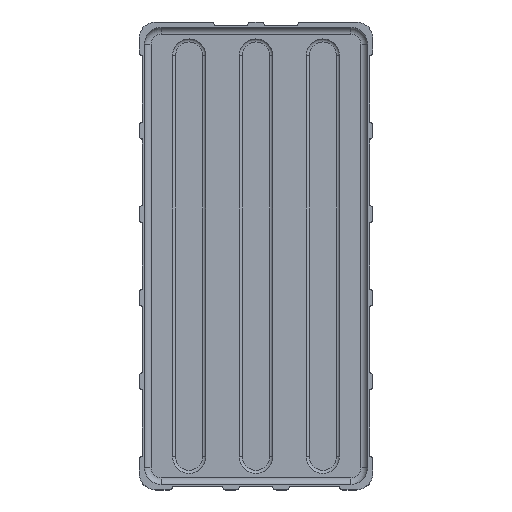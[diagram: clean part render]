
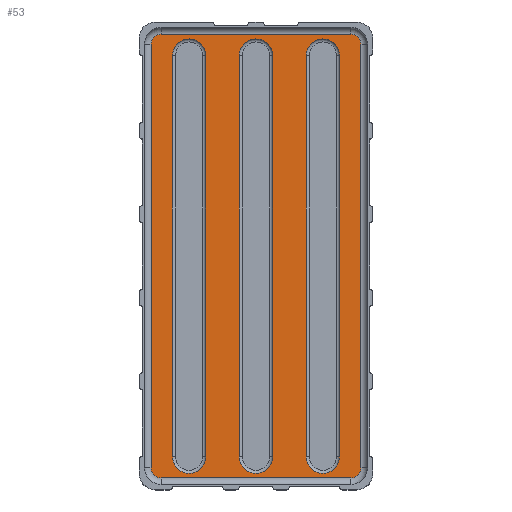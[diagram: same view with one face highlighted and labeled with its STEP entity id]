
A CAD part, top view. The second image highlights one B-rep face of the part: STEP entity #53.
In plain terms, the highlighted planar face has unit normal (0, 0, 1).
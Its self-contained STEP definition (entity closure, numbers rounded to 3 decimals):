
#53=ADVANCED_FACE('',(#1007,#1009,#1011,#1013),#1015,.T.);
#1007=FACE_BOUND('',#1008,.T.);
#1008=EDGE_LOOP('',(#1781,#1782,#1783,#1784,#1785,#1786,#1787,#1788));
#1009=FACE_BOUND('',#1010,.T.);
#1010=EDGE_LOOP('',(#1789,#1790,#1791,#1792));
#1011=FACE_BOUND('',#1012,.T.);
#1012=EDGE_LOOP('',(#1793,#1794,#1795,#1796));
#1013=FACE_BOUND('',#1014,.T.);
#1014=EDGE_LOOP('',(#1797,#1798,#1799,#1800));
#1015=PLANE('',#1016);
#1016=AXIS2_PLACEMENT_3D('',#1017,#1018,#1019);
#1017=CARTESIAN_POINT('',(0.,0.,1.));
#1018=DIRECTION('',(0.,0.,1.));
#1019=DIRECTION('',(-1.,0.,0.));
#1781=ORIENTED_EDGE('',*,*,#2357,.T.);
#1782=ORIENTED_EDGE('',*,*,#2358,.T.);
#1783=ORIENTED_EDGE('',*,*,#2359,.T.);
#1784=ORIENTED_EDGE('',*,*,#2360,.T.);
#1785=ORIENTED_EDGE('',*,*,#2361,.T.);
#1786=ORIENTED_EDGE('',*,*,#2362,.T.);
#1787=ORIENTED_EDGE('',*,*,#2363,.T.);
#1788=ORIENTED_EDGE('',*,*,#2364,.T.);
#1789=ORIENTED_EDGE('',*,*,#2365,.F.);
#1790=ORIENTED_EDGE('',*,*,#2366,.F.);
#1791=ORIENTED_EDGE('',*,*,#2367,.F.);
#1792=ORIENTED_EDGE('',*,*,#2368,.F.);
#1793=ORIENTED_EDGE('',*,*,#2369,.F.);
#1794=ORIENTED_EDGE('',*,*,#2370,.F.);
#1795=ORIENTED_EDGE('',*,*,#2371,.F.);
#1796=ORIENTED_EDGE('',*,*,#2372,.F.);
#1797=ORIENTED_EDGE('',*,*,#2373,.F.);
#1798=ORIENTED_EDGE('',*,*,#2374,.F.);
#1799=ORIENTED_EDGE('',*,*,#2375,.F.);
#1800=ORIENTED_EDGE('',*,*,#2376,.F.);
#2357=EDGE_CURVE('',#2645,#2646,#2647,.T.);
#2358=EDGE_CURVE('',#2646,#2648,#2649,.T.);
#2359=EDGE_CURVE('',#2648,#2650,#2651,.T.);
#2360=EDGE_CURVE('',#2650,#2652,#2653,.T.);
#2361=EDGE_CURVE('',#2652,#2654,#2655,.T.);
#2362=EDGE_CURVE('',#2654,#2656,#2657,.T.);
#2363=EDGE_CURVE('',#2656,#2658,#2659,.T.);
#2364=EDGE_CURVE('',#2658,#2645,#2660,.T.);
#2365=EDGE_CURVE('',#2661,#2662,#2663,.T.);
#2366=EDGE_CURVE('',#2664,#2661,#2665,.T.);
#2367=EDGE_CURVE('',#2666,#2664,#2667,.T.);
#2368=EDGE_CURVE('',#2662,#2666,#2668,.T.);
#2369=EDGE_CURVE('',#2669,#2670,#2671,.T.);
#2370=EDGE_CURVE('',#2672,#2669,#2673,.T.);
#2371=EDGE_CURVE('',#2674,#2672,#2675,.T.);
#2372=EDGE_CURVE('',#2670,#2674,#2676,.T.);
#2373=EDGE_CURVE('',#2677,#2678,#2679,.T.);
#2374=EDGE_CURVE('',#2680,#2677,#2681,.T.);
#2375=EDGE_CURVE('',#2682,#2680,#2683,.T.);
#2376=EDGE_CURVE('',#2678,#2682,#2684,.T.);
#2645=VERTEX_POINT('',#3125);
#2646=VERTEX_POINT('',#3126);
#2647=LINE('',#3127,#3128);
#2648=VERTEX_POINT('',#3130);
#2649=CIRCLE('',#3131,3.);
#2650=VERTEX_POINT('',#3135);
#2651=LINE('',#3136,#3137);
#2652=VERTEX_POINT('',#3139);
#2653=CIRCLE('',#3140,3.);
#2654=VERTEX_POINT('',#3144);
#2655=LINE('',#3145,#3146);
#2656=VERTEX_POINT('',#3148);
#2657=CIRCLE('',#3149,3.);
#2658=VERTEX_POINT('',#3153);
#2659=LINE('',#3154,#3155);
#2660=CIRCLE('',#3157,3.);
#2661=VERTEX_POINT('',#3161);
#2662=VERTEX_POINT('',#3162);
#2663=LINE('',#3163,#3164);
#2664=VERTEX_POINT('',#3166);
#2665=CIRCLE('',#3167,5.);
#2666=VERTEX_POINT('',#3171);
#2667=LINE('',#3172,#3173);
#2668=CIRCLE('',#3175,5.);
#2669=VERTEX_POINT('',#3179);
#2670=VERTEX_POINT('',#3180);
#2671=LINE('',#3181,#3182);
#2672=VERTEX_POINT('',#3184);
#2673=CIRCLE('',#3185,5.);
#2674=VERTEX_POINT('',#3189);
#2675=LINE('',#3190,#3191);
#2676=CIRCLE('',#3193,5.);
#2677=VERTEX_POINT('',#3197);
#2678=VERTEX_POINT('',#3198);
#2679=LINE('',#3199,#3200);
#2680=VERTEX_POINT('',#3202);
#2681=CIRCLE('',#3203,5.);
#2682=VERTEX_POINT('',#3207);
#2683=LINE('',#3208,#3209);
#2684=CIRCLE('',#3211,5.);
#3125=CARTESIAN_POINT('',(-31.4,63.4,1.));
#3126=CARTESIAN_POINT('',(-31.4,-63.4,1.));
#3127=CARTESIAN_POINT('',(-31.4,63.4,1.));
#3128=VECTOR('',#3129,1.);
#3129=DIRECTION('',(0.,-1.,0.));
#3130=CARTESIAN_POINT('',(-28.4,-66.4,1.));
#3131=AXIS2_PLACEMENT_3D('',#3132,#3133,#3134);
#3132=CARTESIAN_POINT('',(-28.4,-63.4,1.));
#3133=DIRECTION('',(0.,0.,1.));
#3134=DIRECTION('',(-1.,0.,0.));
#3135=CARTESIAN_POINT('',(28.4,-66.4,1.));
#3136=CARTESIAN_POINT('',(-28.4,-66.4,1.));
#3137=VECTOR('',#3138,1.);
#3138=DIRECTION('',(1.,0.,0.));
#3139=CARTESIAN_POINT('',(31.4,-63.4,1.));
#3140=AXIS2_PLACEMENT_3D('',#3141,#3142,#3143);
#3141=CARTESIAN_POINT('',(28.4,-63.4,1.));
#3142=DIRECTION('',(0.,0.,1.));
#3143=DIRECTION('',(0.,-1.,0.));
#3144=CARTESIAN_POINT('',(31.4,63.4,1.));
#3145=CARTESIAN_POINT('',(31.4,-63.4,1.));
#3146=VECTOR('',#3147,1.);
#3147=DIRECTION('',(0.,1.,0.));
#3148=CARTESIAN_POINT('',(28.4,66.4,1.));
#3149=AXIS2_PLACEMENT_3D('',#3150,#3151,#3152);
#3150=CARTESIAN_POINT('',(28.4,63.4,1.));
#3151=DIRECTION('',(0.,0.,1.));
#3152=DIRECTION('',(1.,0.,0.));
#3153=CARTESIAN_POINT('',(-28.4,66.4,1.));
#3154=CARTESIAN_POINT('',(28.4,66.4,1.));
#3155=VECTOR('',#3156,1.);
#3156=DIRECTION('',(-1.,0.,0.));
#3157=AXIS2_PLACEMENT_3D('',#3158,#3159,#3160);
#3158=CARTESIAN_POINT('',(-28.4,63.4,1.));
#3159=DIRECTION('',(0.,0.,1.));
#3160=DIRECTION('',(0.,1.,0.));
#3161=CARTESIAN_POINT('',(-25.,60.,1.));
#3162=CARTESIAN_POINT('',(-25.,-60.,1.));
#3163=CARTESIAN_POINT('',(-25.,60.,1.));
#3164=VECTOR('',#3165,1.);
#3165=DIRECTION('',(0.,-1.,0.));
#3166=CARTESIAN_POINT('',(-15.,60.,1.));
#3167=AXIS2_PLACEMENT_3D('',#3168,#3169,#3170);
#3168=CARTESIAN_POINT('',(-20.,60.,1.));
#3169=DIRECTION('',(0.,0.,1.));
#3170=DIRECTION('',(1.,0.,0.));
#3171=CARTESIAN_POINT('',(-15.,-60.,1.));
#3172=CARTESIAN_POINT('',(-15.,-60.,1.));
#3173=VECTOR('',#3174,1.);
#3174=DIRECTION('',(0.,1.,0.));
#3175=AXIS2_PLACEMENT_3D('',#3176,#3177,#3178);
#3176=CARTESIAN_POINT('',(-20.,-60.,1.));
#3177=DIRECTION('',(0.,0.,1.));
#3178=DIRECTION('',(-1.,0.,0.));
#3179=CARTESIAN_POINT('',(15.,60.,1.));
#3180=CARTESIAN_POINT('',(15.,-60.,1.));
#3181=CARTESIAN_POINT('',(15.,60.,1.));
#3182=VECTOR('',#3183,1.);
#3183=DIRECTION('',(0.,-1.,0.));
#3184=CARTESIAN_POINT('',(25.,60.,1.));
#3185=AXIS2_PLACEMENT_3D('',#3186,#3187,#3188);
#3186=CARTESIAN_POINT('',(20.,60.,1.));
#3187=DIRECTION('',(0.,0.,1.));
#3188=DIRECTION('',(1.,0.,0.));
#3189=CARTESIAN_POINT('',(25.,-60.,1.));
#3190=CARTESIAN_POINT('',(25.,-60.,1.));
#3191=VECTOR('',#3192,1.);
#3192=DIRECTION('',(0.,1.,0.));
#3193=AXIS2_PLACEMENT_3D('',#3194,#3195,#3196);
#3194=CARTESIAN_POINT('',(20.,-60.,1.));
#3195=DIRECTION('',(0.,0.,1.));
#3196=DIRECTION('',(-1.,0.,0.));
#3197=CARTESIAN_POINT('',(-5.,60.,1.));
#3198=CARTESIAN_POINT('',(-5.,-60.,1.));
#3199=CARTESIAN_POINT('',(-5.,60.,1.));
#3200=VECTOR('',#3201,1.);
#3201=DIRECTION('',(0.,-1.,0.));
#3202=CARTESIAN_POINT('',(5.,60.,1.));
#3203=AXIS2_PLACEMENT_3D('',#3204,#3205,#3206);
#3204=CARTESIAN_POINT('',(0.,60.,1.));
#3205=DIRECTION('',(0.,0.,1.));
#3206=DIRECTION('',(1.,0.,0.));
#3207=CARTESIAN_POINT('',(5.,-60.,1.));
#3208=CARTESIAN_POINT('',(5.,-60.,1.));
#3209=VECTOR('',#3210,1.);
#3210=DIRECTION('',(0.,1.,0.));
#3211=AXIS2_PLACEMENT_3D('',#3212,#3213,#3214);
#3212=CARTESIAN_POINT('',(0.,-60.,1.));
#3213=DIRECTION('',(0.,0.,1.));
#3214=DIRECTION('',(-1.,0.,0.));
